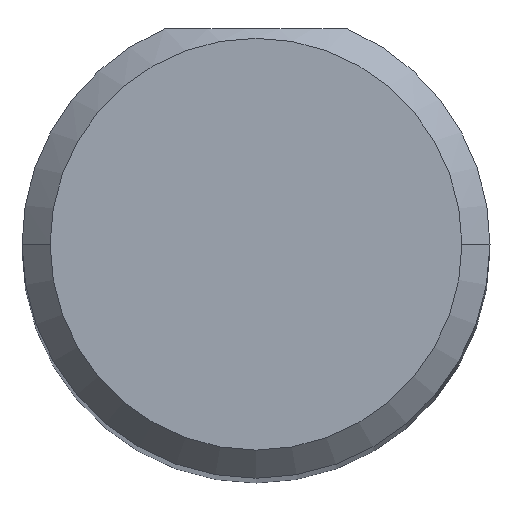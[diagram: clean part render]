
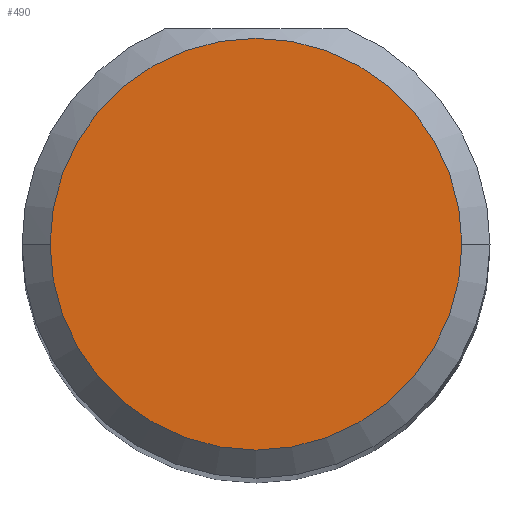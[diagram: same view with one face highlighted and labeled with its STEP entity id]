
A CAD part, top view. The second image highlights one B-rep face of the part: STEP entity #490.
In plain terms, the highlighted planar face has unit normal (0, 0, 1).
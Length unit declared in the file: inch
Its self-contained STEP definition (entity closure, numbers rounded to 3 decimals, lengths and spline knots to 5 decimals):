
#50 = EDGE_CURVE ( 'NONE', #1007, #1160, #332, .T. ) ;
#88 = CARTESIAN_POINT ( 'NONE',  ( 0., 0., 2.5 ) ) ;
#266 = AXIS2_PLACEMENT_3D ( 'NONE', #88, #1102, #789 ) ;
#281 = DIRECTION ( 'NONE',  ( 1., 0., 0. ) ) ;
#283 = EDGE_CURVE ( 'NONE', #1160, #1007, #472, .T. ) ;
#332 = CIRCLE ( 'NONE', #1246, 0.11 ) ;
#346 = ORIENTED_EDGE ( 'NONE', *, *, #50, .T. ) ;
#358 = CARTESIAN_POINT ( 'NONE',  ( 0., 0., 2.5 ) ) ;
#467 = DIRECTION ( 'NONE',  ( 0., 0., 1. ) ) ;
#472 = CIRCLE ( 'NONE', #903, 0.11 ) ;
#490 = ADVANCED_FACE ( 'NONE', ( #989 ), #600, .T. ) ;
#600 = PLANE ( 'NONE',  #266 ) ;
#657 = DIRECTION ( 'NONE',  ( 0., 0., 1. ) ) ;
#783 = DIRECTION ( 'NONE',  ( 1., 0., 0. ) ) ;
#789 = DIRECTION ( 'NONE',  ( 1., 0., 0. ) ) ;
#856 = CARTESIAN_POINT ( 'NONE',  ( 0., 0., 2.5 ) ) ;
#903 = AXIS2_PLACEMENT_3D ( 'NONE', #856, #467, #783 ) ;
#947 = ORIENTED_EDGE ( 'NONE', *, *, #283, .T. ) ;
#952 = CARTESIAN_POINT ( 'NONE',  ( -0.11, 0., 2.5 ) ) ;
#989 = FACE_OUTER_BOUND ( 'NONE', #1140, .T. ) ;
#1007 = VERTEX_POINT ( 'NONE', #1039 ) ;
#1039 = CARTESIAN_POINT ( 'NONE',  ( 0.11, 0., 2.5 ) ) ;
#1102 = DIRECTION ( 'NONE',  ( 0., 0., 1. ) ) ;
#1140 = EDGE_LOOP ( 'NONE', ( #947, #346 ) ) ;
#1160 = VERTEX_POINT ( 'NONE', #952 ) ;
#1246 = AXIS2_PLACEMENT_3D ( 'NONE', #358, #657, #281 ) ;
